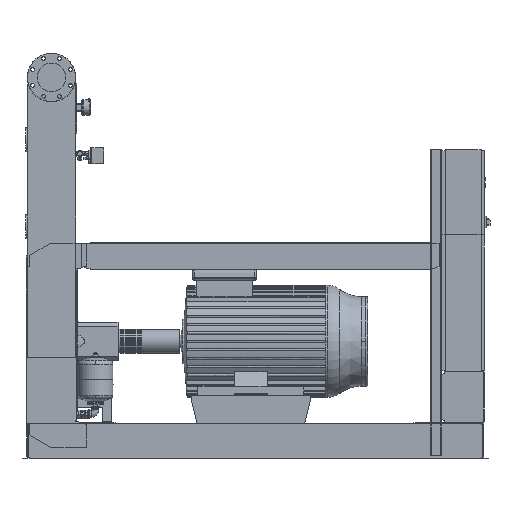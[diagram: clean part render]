
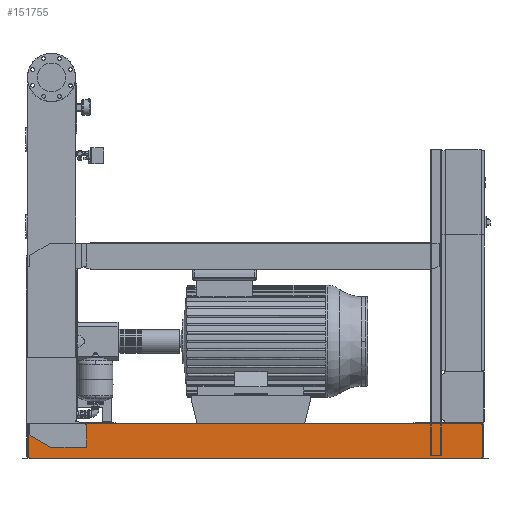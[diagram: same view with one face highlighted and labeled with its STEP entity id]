
A CAD part, front view. The second image highlights one B-rep face of the part: STEP entity #151755.
In plain terms, the highlighted free-form (B-spline) face has degree [1, 1] with [2, 2] control points.
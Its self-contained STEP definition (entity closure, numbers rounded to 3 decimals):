
#146696=CARTESIAN_POINT('',(-131.0,-738.5,202.));
#146697=VERTEX_POINT('',#146696);
#146704=CARTESIAN_POINT('',(-131.0,-738.5,208.));
#146705=VERTEX_POINT('',#146704);
#146706=CARTESIAN_POINT('',(-131.0,-738.5,202.));
#146707=DIRECTION('',(0.0,0.0,1.0));
#146708=VECTOR('',#146707,6.);
#146709=LINE('',#146706,#146708);
#146710=EDGE_CURVE('',#146697,#146705,#146709,.T.);
#150029=CARTESIAN_POINT('',(2522.,-738.5,208.));
#150030=VERTEX_POINT('',#150029);
#150031=CARTESIAN_POINT('',(-131.0,-738.5,208.));
#150032=DIRECTION('',(1.0,0.0,0.0));
#150033=VECTOR('',#150032,2653.);
#150034=LINE('',#150031,#150033);
#150035=EDGE_CURVE('',#146705,#150030,#150034,.T.);
#151332=CARTESIAN_POINT('',(2530.,-738.5,202.));
#151333=VERTEX_POINT('',#151332);
#151340=CARTESIAN_POINT('',(2530.,-738.5,112.689));
#151341=VERTEX_POINT('',#151340);
#151342=CARTESIAN_POINT('',(2530.,-738.5,112.689));
#151343=DIRECTION('',(0.0,0.0,1.0));
#151344=VECTOR('',#151343,89.311);
#151345=LINE('',#151342,#151344);
#151346=EDGE_CURVE('',#151341,#151333,#151345,.T.);
#151669=CARTESIAN_POINT('',(-139.,-738.5,3.));
#151670=CARTESIAN_POINT('',(-139.,-738.5,208.));
#151671=CARTESIAN_POINT('',(2530.,-738.5,3.));
#151672=CARTESIAN_POINT('',(2530.,-738.5,208.));
#151673=B_SPLINE_SURFACE_WITH_KNOTS('',1,1,((#151669,#151671),(#151670,#151672)),.UNSPECIFIED.,.F.,.F.,.U.,(2,2),(2,2),(0.0,205.),(0.0,2669.0),.UNSPECIFIED.);
#151674=CARTESIAN_POINT('',(2530.,-738.5,6.));
#151675=VERTEX_POINT('',#151674);
#151676=CARTESIAN_POINT('',(2530.,-738.5,6.));
#151677=DIRECTION('',(0.0,0.0,1.0));
#151678=VECTOR('',#151677,106.689);
#151679=LINE('',#151676,#151678);
#151680=EDGE_CURVE('',#151675,#151341,#151679,.T.);
#151681=ORIENTED_EDGE('',*,*,#151680,.T.);
#151682=ORIENTED_EDGE('',*,*,#151346,.T.);
#151683=CARTESIAN_POINT('',(2522.,-738.5,202.));
#151684=VERTEX_POINT('',#151683);
#151685=CARTESIAN_POINT('',(2530.,-738.5,202.));
#151686=DIRECTION('',(-1.0,0.0,0.0));
#151687=VECTOR('',#151686,8.0);
#151688=LINE('',#151685,#151687);
#151689=EDGE_CURVE('',#151333,#151684,#151688,.T.);
#151690=ORIENTED_EDGE('',*,*,#151689,.T.);
#151691=CARTESIAN_POINT('',(2522.,-738.5,208.));
#151692=DIRECTION('',(0.0,0.0,-1.0));
#151693=VECTOR('',#151692,6.);
#151694=LINE('',#151691,#151693);
#151695=EDGE_CURVE('',#150030,#151684,#151694,.T.);
#151696=ORIENTED_EDGE('',*,*,#151695,.F.);
#151697=ORIENTED_EDGE('',*,*,#150035,.F.);
#151698=ORIENTED_EDGE('',*,*,#146710,.F.);
#151699=CARTESIAN_POINT('',(-139.,-738.5,202.));
#151700=VERTEX_POINT('',#151699);
#151701=CARTESIAN_POINT('',(-131.0,-738.5,202.));
#151702=DIRECTION('',(-1.0,0.0,0.0));
#151703=VECTOR('',#151702,8.);
#151704=LINE('',#151701,#151703);
#151705=EDGE_CURVE('',#146697,#151700,#151704,.T.);
#151706=ORIENTED_EDGE('',*,*,#151705,.T.);
#151707=CARTESIAN_POINT('',(-139.,-738.5,6.));
#151708=VERTEX_POINT('',#151707);
#151709=CARTESIAN_POINT('',(-139.,-738.5,202.));
#151710=DIRECTION('',(0.0,0.0,-1.0));
#151711=VECTOR('',#151710,196.);
#151712=LINE('',#151709,#151711);
#151713=EDGE_CURVE('',#151700,#151708,#151712,.T.);
#151714=ORIENTED_EDGE('',*,*,#151713,.T.);
#151715=CARTESIAN_POINT('',(-131.0,-738.5,6.));
#151716=VERTEX_POINT('',#151715);
#151717=CARTESIAN_POINT('',(-139.,-738.5,6.));
#151718=DIRECTION('',(1.0,0.0,0.0));
#151719=VECTOR('',#151718,8.);
#151720=LINE('',#151717,#151719);
#151721=EDGE_CURVE('',#151708,#151716,#151720,.T.);
#151722=ORIENTED_EDGE('',*,*,#151721,.T.);
#151723=CARTESIAN_POINT('',(-131.0,-738.5,3.));
#151724=VERTEX_POINT('',#151723);
#151725=CARTESIAN_POINT('',(-131.0,-738.5,3.));
#151726=DIRECTION('',(0.0,0.0,1.0));
#151727=VECTOR('',#151726,3.);
#151728=LINE('',#151725,#151727);
#151729=EDGE_CURVE('',#151724,#151716,#151728,.T.);
#151730=ORIENTED_EDGE('',*,*,#151729,.F.);
#151731=CARTESIAN_POINT('',(2522.,-738.5,3.));
#151732=VERTEX_POINT('',#151731);
#151733=CARTESIAN_POINT('',(2522.,-738.5,3.));
#151734=DIRECTION('',(-1.0,0.0,0.0));
#151735=VECTOR('',#151734,2653.);
#151736=LINE('',#151733,#151735);
#151737=EDGE_CURVE('',#151732,#151724,#151736,.T.);
#151738=ORIENTED_EDGE('',*,*,#151737,.F.);
#151739=CARTESIAN_POINT('',(2522.,-738.5,6.));
#151740=VERTEX_POINT('',#151739);
#151741=CARTESIAN_POINT('',(2522.,-738.5,6.));
#151742=DIRECTION('',(0.0,0.0,-1.0));
#151743=VECTOR('',#151742,3.);
#151744=LINE('',#151741,#151743);
#151745=EDGE_CURVE('',#151740,#151732,#151744,.T.);
#151746=ORIENTED_EDGE('',*,*,#151745,.F.);
#151747=CARTESIAN_POINT('',(2522.,-738.5,6.));
#151748=DIRECTION('',(1.0,0.0,0.0));
#151749=VECTOR('',#151748,8.0);
#151750=LINE('',#151747,#151749);
#151751=EDGE_CURVE('',#151740,#151675,#151750,.T.);
#151752=ORIENTED_EDGE('',*,*,#151751,.T.);
#151753=EDGE_LOOP('',(#151681,#151682,#151690,#151696,#151697,#151698,#151706,#151714,#151722,#151730,#151738,#151746,#151752));
#151754=FACE_OUTER_BOUND('',#151753,.T.);
#151755=ADVANCED_FACE('',(#151754),#151673,.F.);
